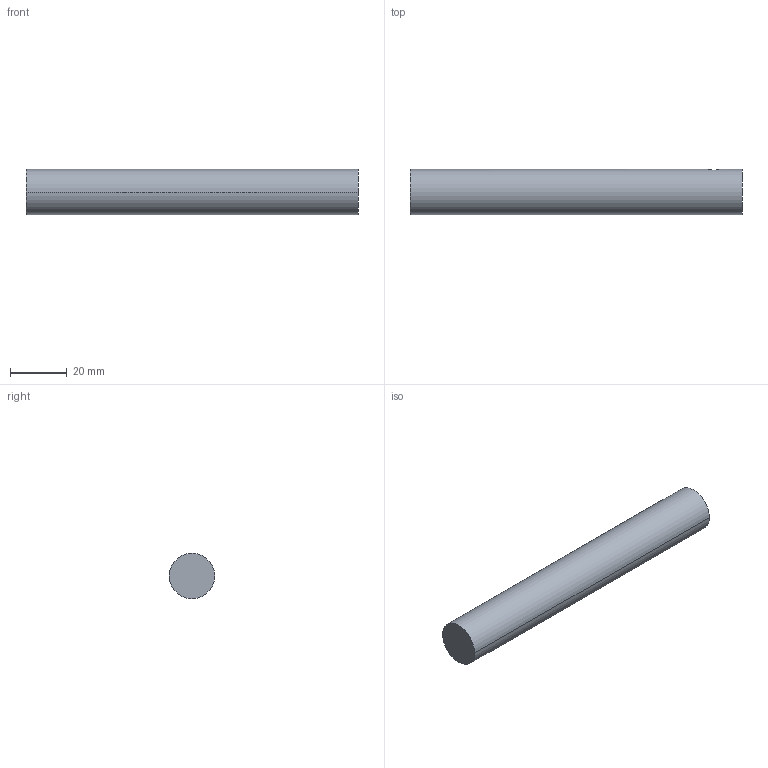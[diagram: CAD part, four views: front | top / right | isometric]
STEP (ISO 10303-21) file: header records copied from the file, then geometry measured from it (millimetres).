
FILE_DESCRIPTION(('CATIA V5 STEP Exchange'),'2;1');
FILE_NAME('porte_poincon.stp','2023-02-09T10:44:57+00:00',('none'),('none'),'CATIA Version 5 Release 21 GA (IN-10)','CATIA V5 STEP AP203','none');
FILE_SCHEMA(('CONFIG_CONTROL_DESIGN'));
Length unit declared in the file: millimetre
Products named in the file (1): porte_poinçon
Bounding box: 117 x 16 x 16 mm (x, y, z)
Volume: 23357.9 mm3; surface area: 6488.7 mm2
Topology: 1 solids, 1 shells, 11 faces, 26 edges, 16 vertices
Faces by surface type: cylinder 6, plane 5
Entity records: 370 total; most frequent: CARTESIAN_POINT 98, ORIENTED_EDGE 52, DIRECTION 34, EDGE_CURVE 26, AXIS2_PLACEMENT_3D 18, VERTEX_POINT 16, EDGE_LOOP 12, ADVANCED_FACE 11
